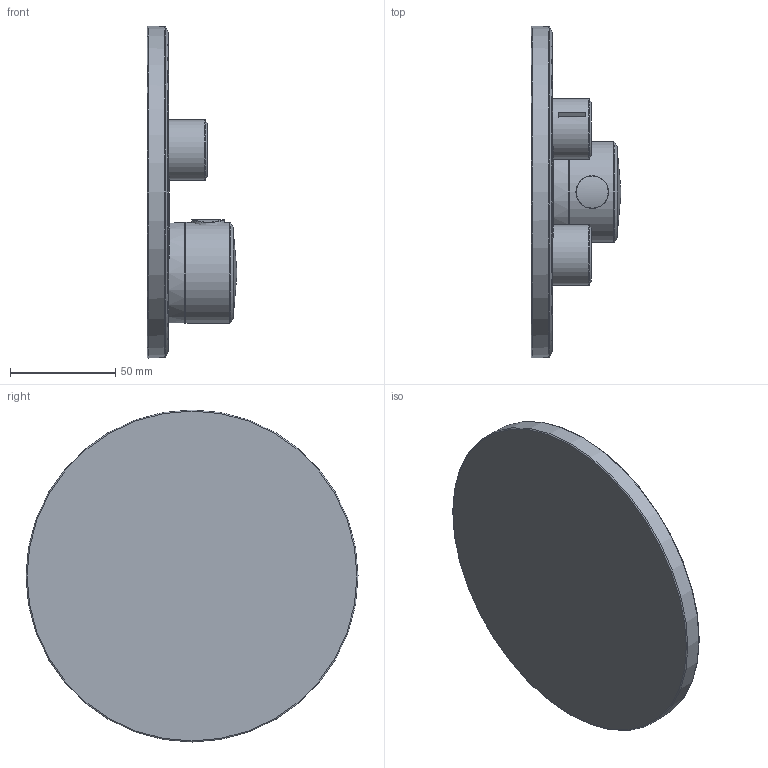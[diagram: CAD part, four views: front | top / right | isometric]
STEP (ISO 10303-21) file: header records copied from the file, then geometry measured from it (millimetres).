
FILE_DESCRIPTION(/* description */ ('Unknown'),/* implementation_level */ '2;1');
FILE_NAME(/* name */ '29119000',/* time_stamp */ '2022-08-29T06:14:49+02:00',/* author */ ('Unknown'),/* organization */ ('GROHE AG'),/* preprocessor_version */ 'ST-DEVELOPER v16.7',/* originating_system */ 'DEX',/* authorisation */ $);
FILE_SCHEMA (('AUTOMOTIVE_DESIGN {1 0 10303 214 3 1 1}'));
Length unit declared in the file: millimetre
Products named in the file (7): 29119000; 160617_SMC_TurningKnob_Housing_facetted_29mm_Lob; 29119000_0; 29119000_1; 29119000_2; 29119000_3
Assembly tree (6 placements, depth 2):
  29119000
    160617_SMC_TurningKnob_Housing_facetted_29mm_Lob
    29119000
    29119000_0
    29119000_1
    29119000_2
    29119000_3
Bounding box: 42.81 x 157.96 x 157.96 mm (x, y, z)
Volume: 235921.9 mm3; surface area: 92260.8 mm2
Topology: 7 solids, 12 shells, 1307 faces, 3413 edges, 2086 vertices
Faces by surface type: plane 349, bspline 330, cylinder 320, cone 156, torus 85, sphere 67
Full cylindrical faces by diameter (mm): 20 x1, 24.5 x4, 27.7 x2, 29 x2, 29.3 x2, 30.9 x2, 32.5 x4, 33.3 x2, 48 x1, 48.5 x1, 55 x1
Entity records: 44133 total; most frequent: CARTESIAN_POINT 15597, ORIENTED_EDGE 6514, DIRECTION 5185, EDGE_CURVE 3257, AXIS2_PLACEMENT_3D 2181, VERTEX_POINT 2050, EDGE_LOOP 1389, FACE_BOUND 1389
